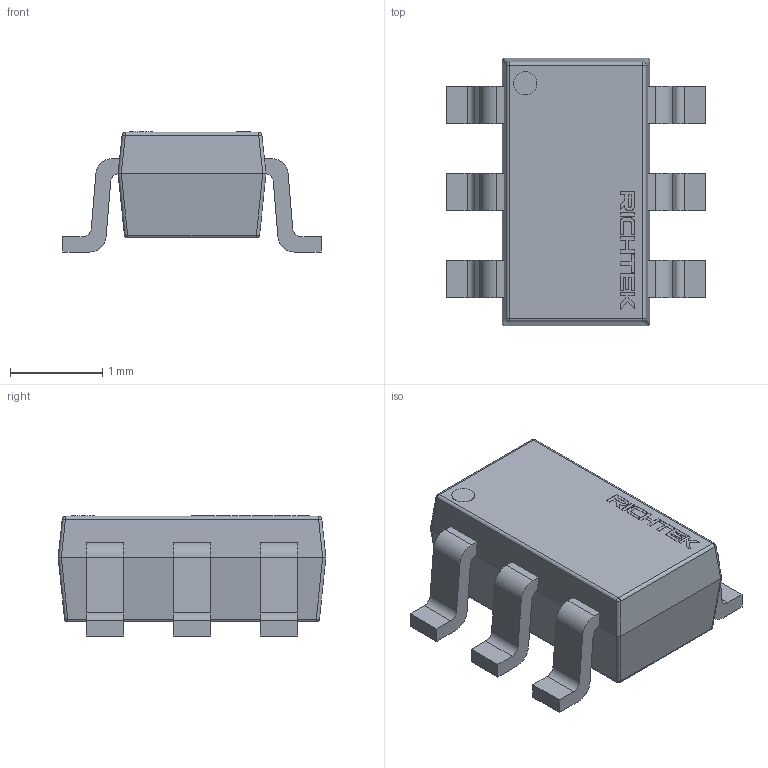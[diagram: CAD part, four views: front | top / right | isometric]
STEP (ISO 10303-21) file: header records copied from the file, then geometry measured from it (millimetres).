
FILE_DESCRIPTION(/* description */ (''),/* implementation_level */ '2;1');
FILE_NAME(/* name */ 'Richtek RT6208GE - SOT 23 6 23-6 tsot.stp',/* time_stamp */ '2020-05-25T19:34:39-04:00',/* author */ ('Ricardo'),/* organization */ (''),/* preprocessor_version */ 'ST-DEVELOPER v18.1',/* originating_system */ 'Autodesk Inventor 2021',/* authorisation */ '');
FILE_SCHEMA (('AUTOMOTIVE_DESIGN { 1 0 10303 214 3 1 1 }'));
Length unit declared in the file: millimetre
Products named in the file (4): ON Semiconductor NCP300LSN25T1G - TSOP-5 SOT 23-5; body; pins; part number
Assembly tree (3 placements, depth 2):
  ON Semiconductor NCP300LSN25T1G - TSOP-5 SOT 23-5
    body
    pins
    part number
Bounding box: 2.79 x 2.9 x 1.3 mm (x, y, z)
Volume: 5.6 mm3; surface area: 30.1 mm2
Topology: 15 solids, 15 shells, 214 faces, 522 edges, 338 vertices
Faces by surface type: plane 155, cylinder 41, bspline 10, sphere 8
Full cylindrical faces by diameter (mm): 0.25 x1
Entity records: 6376 total; most frequent: CARTESIAN_POINT 1179, ORIENTED_EDGE 1044, DIRECTION 1004, EDGE_CURVE 522, LINE 422, VECTOR 422, VERTEX_POINT 338, AXIS2_PLACEMENT_3D 291
